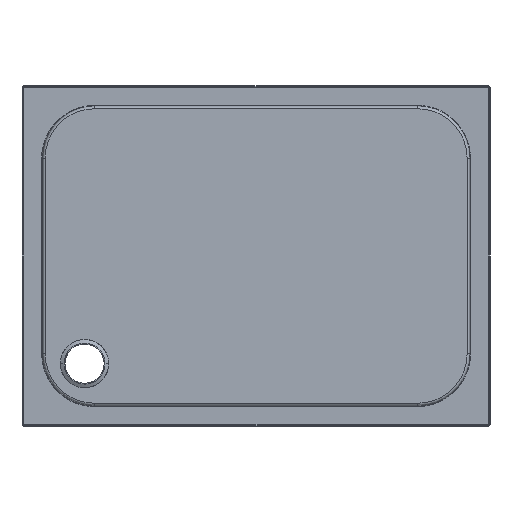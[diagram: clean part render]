
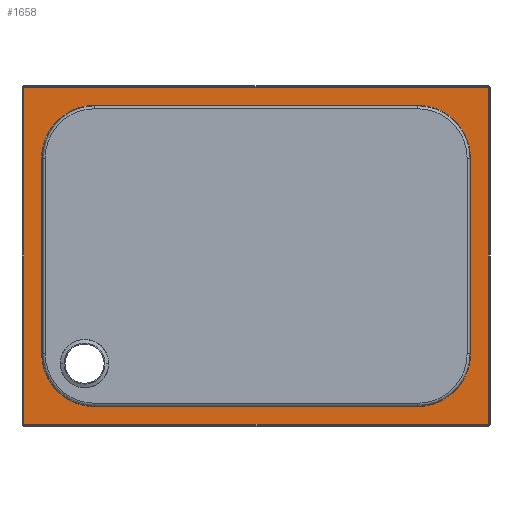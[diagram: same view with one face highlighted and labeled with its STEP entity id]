
A CAD part, front view. The second image highlights one B-rep face of the part: STEP entity #1658.
In plain terms, the highlighted planar face has unit normal (0, -1, 0).
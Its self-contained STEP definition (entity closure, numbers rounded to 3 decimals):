
#108 = CARTESIAN_POINT ( 'NONE',  ( 546., 46., 0. ) ) ;
#173 = ORIENTED_EDGE ( 'NONE', *, *, #2787, .F. ) ;
#228 = VECTOR ( 'NONE', #4680, 1000. ) ;
#235 = CARTESIAN_POINT ( 'NONE',  ( -379.896, 46., 354. ) ) ;
#272 = LINE ( 'NONE', #2352, #2088 ) ;
#343 = CARTESIAN_POINT ( 'NONE',  ( -379.896, 46., 354. ) ) ;
#520 = EDGE_CURVE ( 'NONE', #5145, #3022, #3028, .T. ) ;
#655 = CARTESIAN_POINT ( 'NONE',  ( 0., 46., 396. ) ) ;
#704 = VERTEX_POINT ( 'NONE', #4362 ) ;
#751 = VERTEX_POINT ( 'NONE', #343 ) ;
#789 = EDGE_CURVE ( 'NONE', #1381, #1377, #4929, .T. ) ;
#814 = ORIENTED_EDGE ( 'NONE', *, *, #520, .F. ) ;
#862 = CARTESIAN_POINT ( 'NONE',  ( 0., 46., 354. ) ) ;
#961 = EDGE_CURVE ( 'NONE', #3077, #4482, #1615, .T. ) ;
#1073 = CARTESIAN_POINT ( 'NONE',  ( -546., 46., 396. ) ) ;
#1166 = ORIENTED_EDGE ( 'NONE', *, *, #2036, .F. ) ;
#1196 = EDGE_LOOP ( 'NONE', ( #173, #814, #1810, #4321 ) ) ;
#1337 = LINE ( 'NONE', #3009, #3403 ) ;
#1372 = CARTESIAN_POINT ( 'NONE',  ( 0., 46., 0. ) ) ;
#1377 = VERTEX_POINT ( 'NONE', #4346 ) ;
#1381 = VERTEX_POINT ( 'NONE', #5167 ) ;
#1412 = LINE ( 'NONE', #655, #3737 ) ;
#1454 = EDGE_CURVE ( 'NONE', #704, #3077, #3273, .T. ) ;
#1463 = VECTOR ( 'NONE', #1634, 1000. ) ;
#1552 = EDGE_CURVE ( 'NONE', #4482, #751, #2150, .T. ) ;
#1615 =( BOUNDED_CURVE ( )  B_SPLINE_CURVE ( 3, ( #4193, #5371, #1640, #4966 ),
 .UNSPECIFIED., .F., .T. ) 
 B_SPLINE_CURVE_WITH_KNOTS ( ( 4, 4 ),
 ( 3.142, 4.712 ),
 .UNSPECIFIED. ) 
 CURVE ( )  GEOMETRIC_REPRESENTATION_ITEM ( )  RATIONAL_B_SPLINE_CURVE ( ( 1., 0.805, 0.805, 1. ) ) 
 REPRESENTATION_ITEM ( '' )  );
#1634 = DIRECTION ( 'NONE',  ( -1., 0., 0. ) ) ;
#1640 = CARTESIAN_POINT ( 'NONE',  ( 452.708, 46., 354. ) ) ;
#1658 = ADVANCED_FACE ( 'NONE', ( #2635, #4265 ), #3485, .F. ) ;
#1659 = ORIENTED_EDGE ( 'NONE', *, *, #961, .F. ) ;
#1804 = LINE ( 'NONE', #108, #2613 ) ;
#1810 = ORIENTED_EDGE ( 'NONE', *, *, #3190, .F. ) ;
#1873 = ORIENTED_EDGE ( 'NONE', *, *, #4015, .F. ) ;
#1905 = CARTESIAN_POINT ( 'NONE',  ( -503.921, 46., 302.638 ) ) ;
#2036 = EDGE_CURVE ( 'NONE', #1377, #3217, #2638, .T. ) ;
#2088 = VECTOR ( 'NONE', #2672, 1000. ) ;
#2150 = LINE ( 'NONE', #862, #1463 ) ;
#2285 = DIRECTION ( 'NONE',  ( 0., 0., 1. ) ) ;
#2352 = CARTESIAN_POINT ( 'NONE',  ( -546., 46., 0. ) ) ;
#2355 = CARTESIAN_POINT ( 'NONE',  ( 452.708, 46., -354. ) ) ;
#2378 = CARTESIAN_POINT ( 'NONE',  ( -503.921, 46., 230. ) ) ;
#2384 = CARTESIAN_POINT ( 'NONE',  ( 380.056, 46., -354. ) ) ;
#2420 = ORIENTED_EDGE ( 'NONE', *, *, #1454, .F. ) ;
#2434 = AXIS2_PLACEMENT_3D ( 'NONE', #1372, #3860, #2285 ) ;
#2505 = CARTESIAN_POINT ( 'NONE',  ( -546., 46., -396. ) ) ;
#2613 = VECTOR ( 'NONE', #4230, 1000. ) ;
#2633 = CARTESIAN_POINT ( 'NONE',  ( -452.548, 46., 354. ) ) ;
#2635 = FACE_BOUND ( 'NONE', #4123, .T. ) ;
#2638 = LINE ( 'NONE', #5142, #4957 ) ;
#2666 = ORIENTED_EDGE ( 'NONE', *, *, #1552, .F. ) ;
#2672 = DIRECTION ( 'NONE',  ( 0., 0., 1. ) ) ;
#2674 = CARTESIAN_POINT ( 'NONE',  ( 0., 46., -396. ) ) ;
#2723 = EDGE_CURVE ( 'NONE', #4546, #3049, #1412, .T. ) ;
#2772 = VECTOR ( 'NONE', #3181, 1000. ) ;
#2787 = EDGE_CURVE ( 'NONE', #3022, #4546, #272, .T. ) ;
#3009 = CARTESIAN_POINT ( 'NONE',  ( -503.921, 46., 0. ) ) ;
#3022 = VERTEX_POINT ( 'NONE', #2505 ) ;
#3028 = LINE ( 'NONE', #2674, #228 ) ;
#3035 = DIRECTION ( 'NONE',  ( 0., 0., -1. ) ) ;
#3049 = VERTEX_POINT ( 'NONE', #4592 ) ;
#3077 = VERTEX_POINT ( 'NONE', #4204 ) ;
#3132 = CARTESIAN_POINT ( 'NONE',  ( -452.548, 46., -354. ) ) ;
#3144 = CARTESIAN_POINT ( 'NONE',  ( 380.056, 46., -354. ) ) ;
#3181 = DIRECTION ( 'NONE',  ( 0., 0., 1. ) ) ;
#3190 = EDGE_CURVE ( 'NONE', #3049, #5145, #1804, .T. ) ;
#3217 = VERTEX_POINT ( 'NONE', #2384 ) ;
#3273 = LINE ( 'NONE', #3597, #2772 ) ;
#3403 = VECTOR ( 'NONE', #3035, 1000. ) ;
#3485 = PLANE ( 'NONE',  #2434 ) ;
#3528 = CARTESIAN_POINT ( 'NONE',  ( 504.081, 46., -302.638 ) ) ;
#3597 = CARTESIAN_POINT ( 'NONE',  ( 504.081, 46., 0. ) ) ;
#3725 = VERTEX_POINT ( 'NONE', #2378 ) ;
#3737 = VECTOR ( 'NONE', #4360, 1000. ) ;
#3860 = DIRECTION ( 'NONE',  ( 0., 1., 0. ) ) ;
#3916 = CARTESIAN_POINT ( 'NONE',  ( -379.896, 46., -354. ) ) ;
#3943 = CARTESIAN_POINT ( 'NONE',  ( -503.921, 46., -302.638 ) ) ;
#4015 = EDGE_CURVE ( 'NONE', #3725, #1381, #1337, .T. ) ;
#4091 = ORIENTED_EDGE ( 'NONE', *, *, #789, .F. ) ;
#4123 = EDGE_LOOP ( 'NONE', ( #2420, #4943, #1166, #4091, #1873, #4476, #2666, #1659 ) ) ;
#4193 = CARTESIAN_POINT ( 'NONE',  ( 504.081, 46., 230. ) ) ;
#4204 = CARTESIAN_POINT ( 'NONE',  ( 504.081, 46., 230. ) ) ;
#4230 = DIRECTION ( 'NONE',  ( 0., 0., -1. ) ) ;
#4265 = FACE_OUTER_BOUND ( 'NONE', #1196, .T. ) ;
#4269 = DIRECTION ( 'NONE',  ( 1., 0., 0. ) ) ;
#4321 = ORIENTED_EDGE ( 'NONE', *, *, #2723, .F. ) ;
#4346 = CARTESIAN_POINT ( 'NONE',  ( -379.896, 46., -354. ) ) ;
#4360 = DIRECTION ( 'NONE',  ( 1., 0., 0. ) ) ;
#4362 = CARTESIAN_POINT ( 'NONE',  ( 504.081, 46., -230. ) ) ;
#4364 = CARTESIAN_POINT ( 'NONE',  ( 504.081, 46., -230. ) ) ;
#4454 =( BOUNDED_CURVE ( )  B_SPLINE_CURVE ( 3, ( #235, #2633, #1905, #4692 ),
 .UNSPECIFIED., .F., .T. ) 
 B_SPLINE_CURVE_WITH_KNOTS ( ( 4, 4 ),
 ( 4.712, 6.283 ),
 .UNSPECIFIED. ) 
 CURVE ( )  GEOMETRIC_REPRESENTATION_ITEM ( )  RATIONAL_B_SPLINE_CURVE ( ( 1., 0.805, 0.805, 1. ) ) 
 REPRESENTATION_ITEM ( '' )  );
#4476 = ORIENTED_EDGE ( 'NONE', *, *, #4485, .F. ) ;
#4482 = VERTEX_POINT ( 'NONE', #4752 ) ;
#4485 = EDGE_CURVE ( 'NONE', #751, #3725, #4454, .T. ) ;
#4501 = CARTESIAN_POINT ( 'NONE',  ( 546., 46., -396. ) ) ;
#4546 = VERTEX_POINT ( 'NONE', #1073 ) ;
#4592 = CARTESIAN_POINT ( 'NONE',  ( 546., 46., 396. ) ) ;
#4680 = DIRECTION ( 'NONE',  ( -1., 0., 0. ) ) ;
#4692 = CARTESIAN_POINT ( 'NONE',  ( -503.921, 46., 230. ) ) ;
#4752 = CARTESIAN_POINT ( 'NONE',  ( 380.056, 46., 354. ) ) ;
#4799 =( BOUNDED_CURVE ( )  B_SPLINE_CURVE ( 3, ( #3144, #2355, #3528, #4364 ),
 .UNSPECIFIED., .F., .T. ) 
 B_SPLINE_CURVE_WITH_KNOTS ( ( 4, 4 ),
 ( 1.571, 3.142 ),
 .UNSPECIFIED. ) 
 CURVE ( )  GEOMETRIC_REPRESENTATION_ITEM ( )  RATIONAL_B_SPLINE_CURVE ( ( 1., 0.805, 0.805, 1. ) ) 
 REPRESENTATION_ITEM ( '' )  );
#4915 = EDGE_CURVE ( 'NONE', #3217, #704, #4799, .T. ) ;
#4929 =( BOUNDED_CURVE ( )  B_SPLINE_CURVE ( 3, ( #5170, #3943, #3132, #3916 ),
 .UNSPECIFIED., .F., .T. ) 
 B_SPLINE_CURVE_WITH_KNOTS ( ( 4, 4 ),
 ( 0., 1.571 ),
 .UNSPECIFIED. ) 
 CURVE ( )  GEOMETRIC_REPRESENTATION_ITEM ( )  RATIONAL_B_SPLINE_CURVE ( ( 1., 0.805, 0.805, 1. ) ) 
 REPRESENTATION_ITEM ( '' )  );
#4943 = ORIENTED_EDGE ( 'NONE', *, *, #4915, .F. ) ;
#4957 = VECTOR ( 'NONE', #4269, 1000. ) ;
#4966 = CARTESIAN_POINT ( 'NONE',  ( 380.056, 46., 354. ) ) ;
#5142 = CARTESIAN_POINT ( 'NONE',  ( 0., 46., -354. ) ) ;
#5145 = VERTEX_POINT ( 'NONE', #4501 ) ;
#5167 = CARTESIAN_POINT ( 'NONE',  ( -503.921, 46., -230. ) ) ;
#5170 = CARTESIAN_POINT ( 'NONE',  ( -503.921, 46., -230. ) ) ;
#5371 = CARTESIAN_POINT ( 'NONE',  ( 504.081, 46., 302.638 ) ) ;
